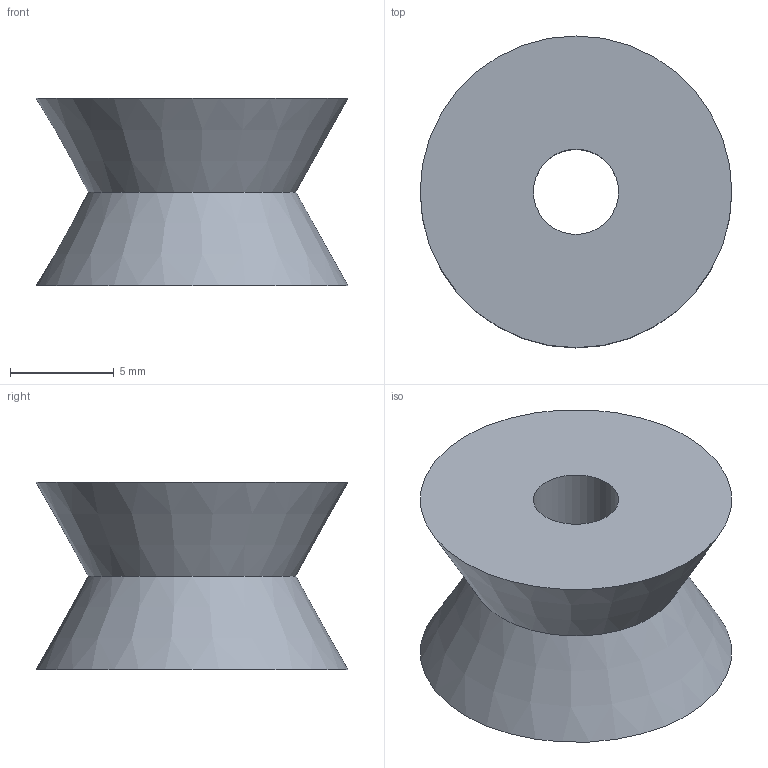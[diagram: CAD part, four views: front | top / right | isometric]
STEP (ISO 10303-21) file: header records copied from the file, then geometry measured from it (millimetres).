
FILE_DESCRIPTION(('Open CASCADE Model'),'2;1');
FILE_NAME('Open CASCADE Shape Model','2025-12-30T14:51:17',('Author'),( 'Open CASCADE'),'Open CASCADE STEP processor 7.8','Open CASCADE 7.8' ,'Unknown');
FILE_SCHEMA(('AUTOMOTIVE_DESIGN { 1 0 10303 214 1 1 1 1 }'));
Length unit declared in the file: millimetre
Products named in the file (1): Open CASCADE STEP translator 7.8 13
Bounding box: 15 x 15 x 9 mm (x, y, z)
Volume: 1000.4 mm3; surface area: 847.3 mm2
Topology: 1 solids, 1 shells, 5 faces, 8 edges, 5 vertices
Faces by surface type: cone 2, plane 2, cylinder 1
Full cylindrical faces by diameter (mm): 4.1 x1
Entity records: 233 total; most frequent: CARTESIAN_POINT 48, DIRECTION 33, ORIENTED_EDGE 16, PCURVE 16, DEFINITIONAL_REPRESENTATION 16, AXIS2_PLACEMENT_3D 11, EDGE_CURVE 8, CIRCLE 8
